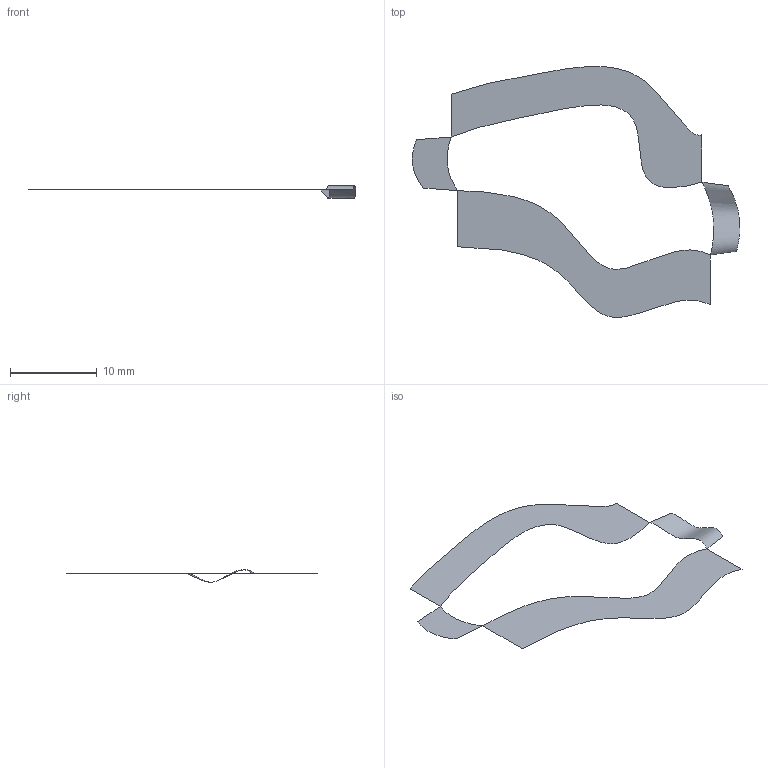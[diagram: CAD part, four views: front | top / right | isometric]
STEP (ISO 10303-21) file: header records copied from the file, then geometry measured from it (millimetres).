
FILE_DESCRIPTION(/* description */ (''),/* implementation_level */ '2;1');
FILE_NAME(/* name */ 'splinecage',/* time_stamp */ '2014-11-25T23:28:15+01:00',/* author */ (''),/* organization */ (''),/* preprocessor_version */ 'ST-DEVELOPER v15',/* originating_system */ '',/* authorisation */ '');
FILE_SCHEMA (('AUTOMOTIVE_DESIGN_CC2'));
Length unit declared in the file: millimetre
Products named in the file (1): Document
Bounding box: 37.64 x 28.85 x 1.42 mm (x, y, z)
Surface area: 385.7 mm2 (no closed solid volume)
Topology: 0 solids, 4 shells, 4 faces, 22 edges, 28 vertices
Faces by surface type: bspline 4
Entity records: 451 total; most frequent: CARTESIAN_POINT 198, B_SPLINE_CURVE_WITH_KNOTS 38, ORIENTED_EDGE 16, PCURVE 16, DEFINITIONAL_REPRESENTATION 16, SURFACE_CURVE 16, EDGE_CURVE 16, VERTEX_POINT 16
